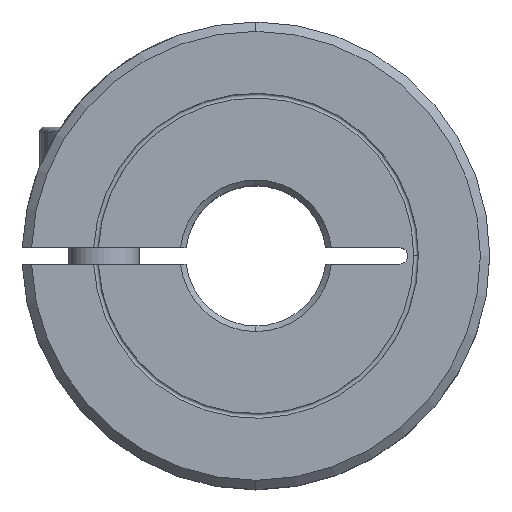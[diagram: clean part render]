
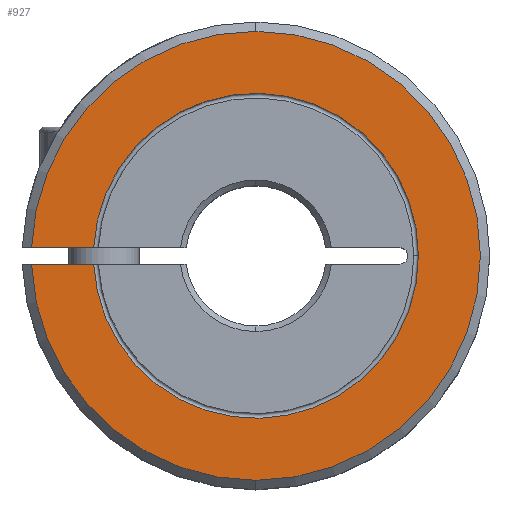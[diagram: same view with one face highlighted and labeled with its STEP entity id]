
A CAD part, top view. The second image highlights one B-rep face of the part: STEP entity #927.
In plain terms, the highlighted planar face has unit normal (0, 0, 1).
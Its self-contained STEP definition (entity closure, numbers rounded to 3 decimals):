
#469=EDGE_CURVE('',#493,#743,#1205,.T.);
#475=VERTEX_POINT('',#1211);
#493=VERTEX_POINT('',#1231);
#527=EDGE_CURVE('',#1061,#475,#1270,.T.);
#717=EDGE_CURVE('',#885,#475,#1481,.T.);
#743=VERTEX_POINT('',#1508);
#757=EDGE_CURVE('',#771,#1061,#1524,.T.);
#771=VERTEX_POINT('',#1540);
#825=EDGE_CURVE('',#493,#1065,#1603,.T.);
#885=VERTEX_POINT('',#1671);
#927=ADVANCED_FACE('',(#1715),#1716,.T.);
#981=EDGE_CURVE('',#1065,#885,#1775,.T.);
#1061=VERTEX_POINT('',#1864);
#1063=EDGE_CURVE('',#743,#771,#1866,.T.);
#1065=VERTEX_POINT('',#1868);
#1205=LINE('',#2057,#2058);
#1211=CARTESIAN_POINT('',(-9.594,-0.35,9.0));
#1231=CARTESIAN_POINT('',(-9.594,0.35,9.0));
#1270=LINE('',#2140,#2141);
#1481=CIRCLE('',#2446,9.6);
#1508=CARTESIAN_POINT('',(-6.941,0.35,9.0));
#1524=CIRCLE('',#2541,6.95);
#1540=CARTESIAN_POINT('',(6.95,0.,9.0));
#1603=CIRCLE('',#2641,9.6);
#1671=CARTESIAN_POINT('',(0.,-9.6,9.0));
#1715=FACE_OUTER_BOUND('',#2872,.T.);
#1716=PLANE('',#2873);
#1775=CIRCLE('',#2970,9.6);
#1864=CARTESIAN_POINT('',(-6.941,-0.35,9.0));
#1866=CIRCLE('',#3169,6.95);
#1868=CARTESIAN_POINT('',(0.,9.6,9.0));
#2057=CARTESIAN_POINT('',(-1.213,0.35,9.0));
#2058=VECTOR('',#3311,1.0);
#2140=CARTESIAN_POINT('',(-1.213,-0.35,9.0));
#2141=VECTOR('',#3405,1.0);
#2446=AXIS2_PLACEMENT_3D('',#3661,#3662,#3663);
#2541=AXIS2_PLACEMENT_3D('',#3704,#3705,#3706);
#2641=AXIS2_PLACEMENT_3D('',#3822,#3823,#3824);
#2872=EDGE_LOOP('',(#3942,#3943,#3944,#3945,#3946,#3947,#3948));
#2873=AXIS2_PLACEMENT_3D('',#3949,#3950,#3951);
#2970=AXIS2_PLACEMENT_3D('',#4018,#4019,#4020);
#3169=AXIS2_PLACEMENT_3D('',#4114,#4115,#4116);
#3311=DIRECTION('',(1.0,0.0,0.));
#3405=DIRECTION('',(-1.0,0.0,0.));
#3661=CARTESIAN_POINT('',(0.,0.0,9.0));
#3662=DIRECTION('',(0.,0.0,-1.0));
#3663=DIRECTION('',(0.0,1.0,0.0));
#3704=CARTESIAN_POINT('',(0.,0.0,9.0));
#3705=DIRECTION('',(0.,0.0,-1.0));
#3706=DIRECTION('',(1.0,0.0,0.));
#3822=CARTESIAN_POINT('',(0.,0.0,9.0));
#3823=DIRECTION('',(0.,0.0,-1.0));
#3824=DIRECTION('',(0.0,1.0,0.0));
#3942=ORIENTED_EDGE('',*,*,#527,.T.);
#3943=ORIENTED_EDGE('',*,*,#717,.F.);
#3944=ORIENTED_EDGE('',*,*,#981,.F.);
#3945=ORIENTED_EDGE('',*,*,#825,.F.);
#3946=ORIENTED_EDGE('',*,*,#469,.T.);
#3947=ORIENTED_EDGE('',*,*,#1063,.T.);
#3948=ORIENTED_EDGE('',*,*,#757,.T.);
#3949=CARTESIAN_POINT('',(0.,6.42,9.0));
#3950=DIRECTION('',(0.,0.0,1.0));
#3951=DIRECTION('',(0.0,-1.0,0.0));
#4018=CARTESIAN_POINT('',(0.,0.0,9.0));
#4019=DIRECTION('',(0.,0.0,-1.0));
#4020=DIRECTION('',(0.0,1.0,0.0));
#4114=CARTESIAN_POINT('',(0.,0.0,9.0));
#4115=DIRECTION('',(0.,0.0,-1.0));
#4116=DIRECTION('',(1.0,0.0,0.));
